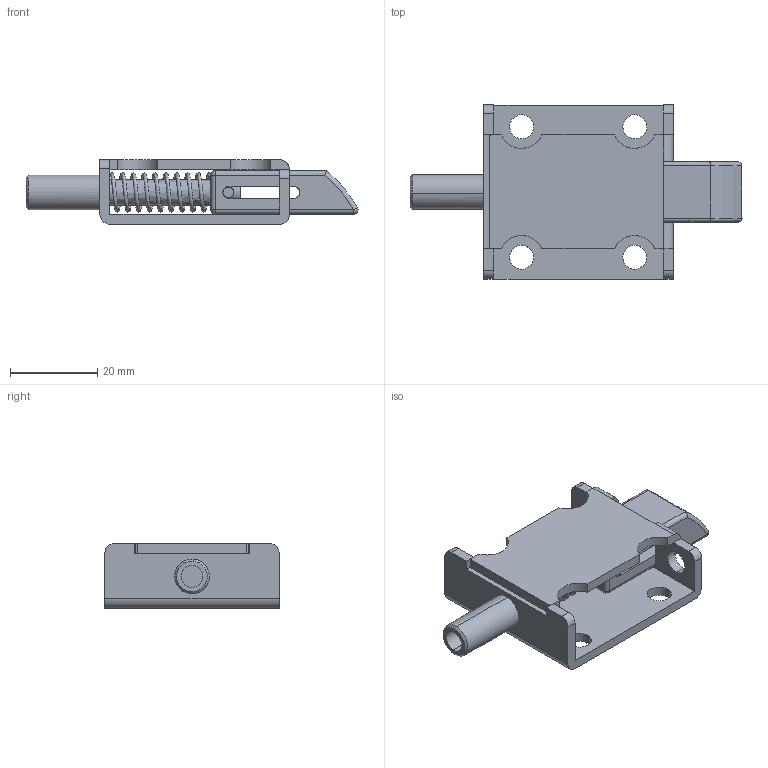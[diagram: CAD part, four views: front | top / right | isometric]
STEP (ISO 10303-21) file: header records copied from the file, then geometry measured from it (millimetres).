
FILE_DESCRIPTION((''),'2;1');
FILE_NAME('','2005-10-07T13:49:48',(''),(''),'','CADfix','');
FILE_SCHEMA(('AUTOMOTIVE_DESIGN'));
Length unit declared in the file: millimetre
Products named in the file (6): housing; spring; pin; latch; joint; THA_315_18674_36
Assembly tree (5 placements, depth 2):
  THA_315_18674_36
    housing
    spring
    pin
    latch
    joint
Bounding box: 76.3 x 40 x 14.8 mm (x, y, z)
Volume: 12348.1 mm3; surface area: 11707.7 mm2
Topology: 5 solids, 5 shells, 117 faces, 346 edges, 238 vertices
Faces by surface type: bspline 117
Entity records: 7005 total; most frequent: CARTESIAN_POINT 4942, ORIENTED_EDGE 692, EDGE_CURVE 346, VERTEX_POINT 238, QUASI_UNIFORM_CURVE 160, EDGE_LOOP 140, FACE_OUTER_BOUND 117, ADVANCED_FACE 117
